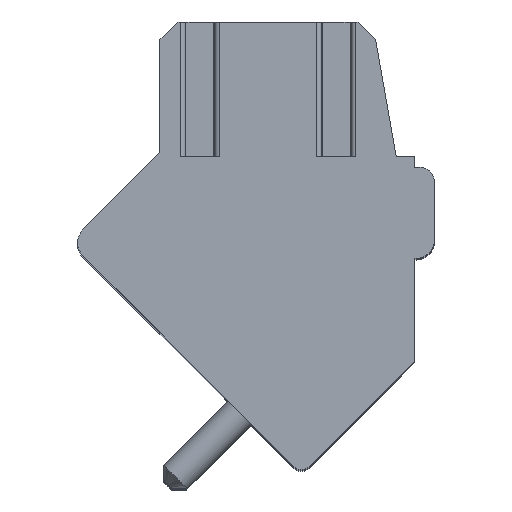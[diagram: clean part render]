
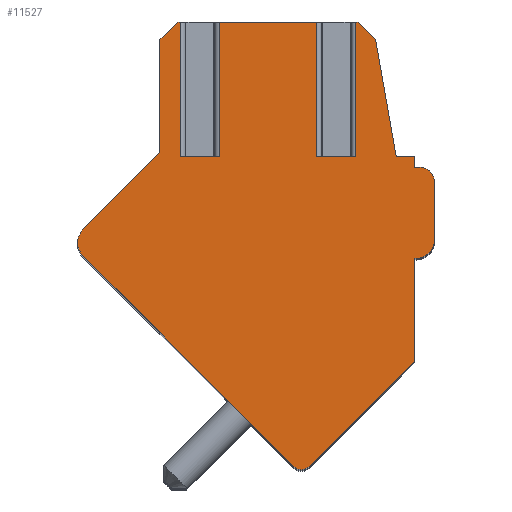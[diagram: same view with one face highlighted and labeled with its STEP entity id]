
A CAD part, top view. The second image highlights one B-rep face of the part: STEP entity #11527.
In plain terms, the highlighted planar face has unit normal (0, 0, 1).
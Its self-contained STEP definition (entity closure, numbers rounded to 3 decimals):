
#1850=DIRECTION('',(0.707,-0.707,0.));
#1851=VECTOR('',#1850,8.2);
#1852=CARTESIAN_POINT('',(-4.761,0.072,1.75));
#1853=LINE('',#1852,#1851);
#2128=DIRECTION('',(1.,0.,0.));
#2129=VECTOR('',#2128,1.07);
#2130=CARTESIAN_POINT('',(1.673,2.8,1.75));
#2131=LINE('',#2130,#2129);
#2132=DIRECTION('',(0.,1.,0.));
#2133=VECTOR('',#2132,3.7);
#2134=CARTESIAN_POINT('',(2.743,2.8,1.75));
#2135=LINE('',#2134,#2133);
#2136=DIRECTION('',(-1.,0.,0.));
#2137=VECTOR('',#2136,0.068);
#2138=CARTESIAN_POINT('',(2.811,6.5,1.75));
#2139=LINE('',#2138,#2137);
#2140=DIRECTION('',(-0.707,0.707,0.));
#2141=VECTOR('',#2140,0.677);
#2142=CARTESIAN_POINT('',(3.29,6.021,1.75));
#2143=LINE('',#2142,#2141);
#2144=DIRECTION('',(-0.174,0.985,0.));
#2145=VECTOR('',#2144,3.271);
#2146=CARTESIAN_POINT('',(3.858,2.8,1.75));
#2147=LINE('',#2146,#2145);
#2148=DIRECTION('',(-1.,0.,0.));
#2149=VECTOR('',#2148,0.5);
#2150=CARTESIAN_POINT('',(4.358,2.8,1.75));
#2151=LINE('',#2150,#2149);
#2152=DIRECTION('',(0.,1.,0.));
#2153=VECTOR('',#2152,0.3);
#2154=CARTESIAN_POINT('',(4.358,2.5,1.75));
#2155=LINE('',#2154,#2153);
#2156=DIRECTION('',(-1.,0.,0.));
#2157=VECTOR('',#2156,0.15);
#2158=CARTESIAN_POINT('',(4.508,2.5,1.75));
#2159=LINE('',#2158,#2157);
#2160=CARTESIAN_POINT('',(4.508,2.1,1.75));
#2161=DIRECTION('',(0.,0.,1.));
#2162=DIRECTION('',(1.,0.,0.));
#2163=AXIS2_PLACEMENT_3D('',#2160,#2161,#2162);
#2165=DIRECTION('',(0.,1.,0.));
#2166=VECTOR('',#2165,1.6);
#2167=CARTESIAN_POINT('',(4.908,0.5,1.75));
#2168=LINE('',#2167,#2166);
#2169=CARTESIAN_POINT('',(4.408,0.5,1.75));
#2170=DIRECTION('',(0.,0.,1.));
#2171=DIRECTION('',(0.,-1.,0.));
#2172=AXIS2_PLACEMENT_3D('',#2169,#2170,#2171);
#2174=DIRECTION('',(1.,0.,0.));
#2175=VECTOR('',#2174,0.05);
#2176=CARTESIAN_POINT('',(4.358,0.,1.75));
#2177=LINE('',#2176,#2175);
#2178=DIRECTION('',(0.,1.,0.));
#2179=VECTOR('',#2178,2.83);
#2180=CARTESIAN_POINT('',(4.358,-2.83,1.75));
#2181=LINE('',#2180,#2179);
#2182=DIRECTION('',(0.707,0.707,0.));
#2183=VECTOR('',#2182,4.096);
#2184=CARTESIAN_POINT('',(1.461,-5.727,1.75));
#2185=LINE('',#2184,#2183);
#2186=CARTESIAN_POINT('',(1.249,-5.515,1.75));
#2187=DIRECTION('',(0.,0.,1.));
#2188=DIRECTION('',(-0.707,-0.707,0.));
#2189=AXIS2_PLACEMENT_3D('',#2186,#2187,#2188);
#2191=CARTESIAN_POINT('',(-4.408,0.425,1.75));
#2192=DIRECTION('',(0.,0.,1.));
#2193=DIRECTION('',(-0.707,0.707,0.));
#2194=AXIS2_PLACEMENT_3D('',#2191,#2192,#2193);
#2196=DIRECTION('',(-0.707,-0.707,0.));
#2197=VECTOR('',#2196,2.997);
#2198=CARTESIAN_POINT('',(-2.642,2.898,1.75));
#2199=LINE('',#2198,#2197);
#2200=DIRECTION('',(0.,-1.,0.));
#2201=VECTOR('',#2200,3.111);
#2202=CARTESIAN_POINT('',(-2.642,6.009,1.75));
#2203=LINE('',#2202,#2201);
#2204=DIRECTION('',(-0.707,-0.707,0.));
#2205=VECTOR('',#2204,0.694);
#2206=CARTESIAN_POINT('',(-2.151,6.5,1.75));
#2207=LINE('',#2206,#2205);
#2208=DIRECTION('',(-1.,0.,0.));
#2209=VECTOR('',#2208,0.074);
#2210=CARTESIAN_POINT('',(-2.077,6.5,1.75));
#2211=LINE('',#2210,#2209);
#2212=DIRECTION('',(0.,1.,0.));
#2213=VECTOR('',#2212,3.7);
#2214=CARTESIAN_POINT('',(-2.077,2.8,1.75));
#2215=LINE('',#2214,#2213);
#2216=DIRECTION('',(1.,0.,0.));
#2217=VECTOR('',#2216,1.07);
#2218=CARTESIAN_POINT('',(-2.077,2.8,1.75));
#2219=LINE('',#2218,#2217);
#2220=DIRECTION('',(0.,1.,0.));
#2221=VECTOR('',#2220,3.7);
#2222=CARTESIAN_POINT('',(-1.007,2.8,1.75));
#2223=LINE('',#2222,#2221);
#2224=DIRECTION('',(-1.,0.,0.));
#2225=VECTOR('',#2224,2.68);
#2226=CARTESIAN_POINT('',(1.673,6.5,1.75));
#2227=LINE('',#2226,#2225);
#2228=DIRECTION('',(0.,1.,0.));
#2229=VECTOR('',#2228,3.7);
#2230=CARTESIAN_POINT('',(1.673,2.8,1.75));
#2231=LINE('',#2230,#2229);
#7065=CARTESIAN_POINT('',(1.673,2.8,1.75));
#7066=CARTESIAN_POINT('',(2.743,2.8,1.75));
#7067=VERTEX_POINT('',#7065);
#7068=VERTEX_POINT('',#7066);
#7069=CARTESIAN_POINT('',(2.743,6.5,1.75));
#7070=VERTEX_POINT('',#7069);
#7071=CARTESIAN_POINT('',(1.673,6.5,1.75));
#7072=VERTEX_POINT('',#7071);
#7085=CARTESIAN_POINT('',(-2.077,2.8,1.75));
#7086=CARTESIAN_POINT('',(-1.007,2.8,1.75));
#7087=VERTEX_POINT('',#7085);
#7088=VERTEX_POINT('',#7086);
#7089=CARTESIAN_POINT('',(-1.007,6.5,1.75));
#7090=VERTEX_POINT('',#7089);
#7091=CARTESIAN_POINT('',(-2.077,6.5,1.75));
#7092=VERTEX_POINT('',#7091);
#7183=CARTESIAN_POINT('',(1.037,-5.727,1.75));
#7184=CARTESIAN_POINT('',(1.461,-5.727,1.75));
#7185=VERTEX_POINT('',#7183);
#7186=VERTEX_POINT('',#7184);
#7187=CARTESIAN_POINT('',(4.358,-2.83,1.75));
#7188=VERTEX_POINT('',#7187);
#7189=CARTESIAN_POINT('',(4.358,0.,1.75));
#7190=VERTEX_POINT('',#7189);
#7191=CARTESIAN_POINT('',(4.408,0.,1.75));
#7192=VERTEX_POINT('',#7191);
#7193=CARTESIAN_POINT('',(4.908,0.5,1.75));
#7194=VERTEX_POINT('',#7193);
#7195=CARTESIAN_POINT('',(4.908,2.1,1.75));
#7196=VERTEX_POINT('',#7195);
#7197=CARTESIAN_POINT('',(4.508,2.5,1.75));
#7198=VERTEX_POINT('',#7197);
#7199=CARTESIAN_POINT('',(4.358,2.5,1.75));
#7200=VERTEX_POINT('',#7199);
#7201=CARTESIAN_POINT('',(4.358,2.8,1.75));
#7202=VERTEX_POINT('',#7201);
#7203=CARTESIAN_POINT('',(3.858,2.8,1.75));
#7204=VERTEX_POINT('',#7203);
#7205=CARTESIAN_POINT('',(3.29,6.021,1.75));
#7206=VERTEX_POINT('',#7205);
#7207=CARTESIAN_POINT('',(2.811,6.5,1.75));
#7208=VERTEX_POINT('',#7207);
#7209=CARTESIAN_POINT('',(-2.151,6.5,1.75));
#7210=CARTESIAN_POINT('',(-2.642,6.009,1.75));
#7211=VERTEX_POINT('',#7209);
#7212=VERTEX_POINT('',#7210);
#7213=CARTESIAN_POINT('',(-4.761,0.779,1.75));
#7214=CARTESIAN_POINT('',(-4.761,0.072,1.75));
#7215=VERTEX_POINT('',#7213);
#7216=VERTEX_POINT('',#7214);
#7221=CARTESIAN_POINT('',(-2.642,2.898,1.75));
#7223=VERTEX_POINT('',#7221);
#11484=CARTESIAN_POINT('',(0.,0.,1.75));
#11485=DIRECTION('',(0.,0.,1.));
#11486=DIRECTION('',(1.,0.,0.));
#11487=AXIS2_PLACEMENT_3D('',#11484,#11485,#11486);
#11488=PLANE('',#11487);
#11490=ORIENTED_EDGE('',*,*,#11489,.T.);
#11492=ORIENTED_EDGE('',*,*,#11491,.T.);
#11493=ORIENTED_EDGE('',*,*,#9130,.F.);
#11494=ORIENTED_EDGE('',*,*,#9340,.F.);
#11495=ORIENTED_EDGE('',*,*,#9354,.F.);
#11496=ORIENTED_EDGE('',*,*,#9368,.F.);
#11497=ORIENTED_EDGE('',*,*,#9445,.F.);
#11498=ORIENTED_EDGE('',*,*,#9461,.F.);
#11499=ORIENTED_EDGE('',*,*,#9998,.F.);
#11500=ORIENTED_EDGE('',*,*,#10130,.F.);
#11501=ORIENTED_EDGE('',*,*,#10262,.F.);
#11502=ORIENTED_EDGE('',*,*,#10394,.F.);
#11503=ORIENTED_EDGE('',*,*,#10533,.F.);
#11504=ORIENTED_EDGE('',*,*,#11105,.F.);
#11505=ORIENTED_EDGE('',*,*,#11259,.F.);
#11506=ORIENTED_EDGE('',*,*,#11156,.F.);
#11508=ORIENTED_EDGE('',*,*,#11507,.F.);
#11510=ORIENTED_EDGE('',*,*,#11509,.F.);
#11512=ORIENTED_EDGE('',*,*,#11511,.F.);
#11514=ORIENTED_EDGE('',*,*,#11513,.F.);
#11515=ORIENTED_EDGE('',*,*,#9162,.F.);
#11517=ORIENTED_EDGE('',*,*,#11516,.F.);
#11519=ORIENTED_EDGE('',*,*,#11518,.T.);
#11521=ORIENTED_EDGE('',*,*,#11520,.T.);
#11522=ORIENTED_EDGE('',*,*,#9146,.F.);
#11524=ORIENTED_EDGE('',*,*,#11523,.F.);
#11525=EDGE_LOOP('',(#11490,#11492,#11493,#11494,#11495,#11496,#11497,#11498,
#11499,#11500,#11501,#11502,#11503,#11504,#11505,#11506,#11508,#11510,#11512,
#11514,#11515,#11517,#11519,#11521,#11522,#11524));
#11526=FACE_OUTER_BOUND('',#11525,.F.);
#2164=CIRCLE('',#2163,0.4);
#2173=CIRCLE('',#2172,0.5);
#2190=CIRCLE('',#2189,0.3);
#2195=CIRCLE('',#2194,0.5);
#9130=EDGE_CURVE('',#7208,#7070,#2139,.T.);
#9146=EDGE_CURVE('',#7072,#7090,#2227,.T.);
#9162=EDGE_CURVE('',#7092,#7211,#2211,.T.);
#9340=EDGE_CURVE('',#7206,#7208,#2143,.T.);
#9354=EDGE_CURVE('',#7204,#7206,#2147,.T.);
#9368=EDGE_CURVE('',#7202,#7204,#2151,.T.);
#9445=EDGE_CURVE('',#7200,#7202,#2155,.T.);
#9461=EDGE_CURVE('',#7198,#7200,#2159,.T.);
#9998=EDGE_CURVE('',#7196,#7198,#2164,.T.);
#10130=EDGE_CURVE('',#7194,#7196,#2168,.T.);
#10262=EDGE_CURVE('',#7192,#7194,#2173,.T.);
#10394=EDGE_CURVE('',#7190,#7192,#2177,.T.);
#10533=EDGE_CURVE('',#7188,#7190,#2181,.T.);
#11105=EDGE_CURVE('',#7186,#7188,#2185,.T.);
#11156=EDGE_CURVE('',#7216,#7185,#1853,.T.);
#11259=EDGE_CURVE('',#7185,#7186,#2190,.T.);
#11489=EDGE_CURVE('',#7067,#7068,#2131,.T.);
#11491=EDGE_CURVE('',#7068,#7070,#2135,.T.);
#11507=EDGE_CURVE('',#7215,#7216,#2195,.T.);
#11509=EDGE_CURVE('',#7223,#7215,#2199,.T.);
#11511=EDGE_CURVE('',#7212,#7223,#2203,.T.);
#11513=EDGE_CURVE('',#7211,#7212,#2207,.T.);
#11516=EDGE_CURVE('',#7087,#7092,#2215,.T.);
#11518=EDGE_CURVE('',#7087,#7088,#2219,.T.);
#11520=EDGE_CURVE('',#7088,#7090,#2223,.T.);
#11523=EDGE_CURVE('',#7067,#7072,#2231,.T.);
#11527=ADVANCED_FACE('',(#11526),#11488,.T.);
